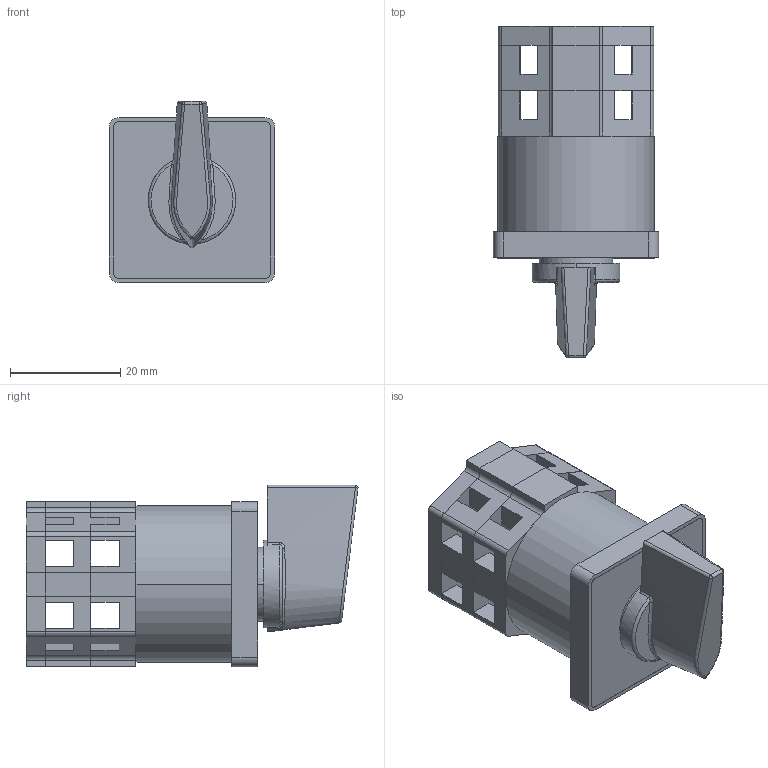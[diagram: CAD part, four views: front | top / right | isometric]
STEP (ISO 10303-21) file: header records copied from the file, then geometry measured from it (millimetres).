
FILE_DESCRIPTION (( 'STEP AP214' ), '1' );
FILE_NAME ('Ñáîðêà ìàëûé 2.STEP', '2023-07-12T20:59:12', ( '' ), ( '' ), 'SwSTEP 2.0', 'SolidWorks 2022', '' );
FILE_SCHEMA (( 'AUTOMOTIVE_DESIGN' ));
Length unit declared in the file: millimetre
Products named in the file (13): Проставка Круглая; Крутилка; Сборка клеммная; Бирка; Шток; Дно; Проставка; Направляйка дно; Сборка малый 2; Сборка ключ; Клеммная; Направляйка клеммная; Сборка дно
Assembly tree (15 placements, depth 3):
  Сборка малый 2
    Сборка ключ
      Крутилка
      Шток
      Бирка
      Проставка
      Проставка Круглая
    Сборка клеммная  x2
      Клеммная
      Направляйка клеммная
    Сборка дно
      Дно
      Направляйка дно  x2
Bounding box: 30 x 60.27 x 32.95 mm (x, y, z)
Volume: 22678.5 mm3; surface area: 19513.1 mm2
Topology: 14 solids, 15 shells, 460 faces, 1217 edges, 805 vertices
Faces by surface type: plane 295, cylinder 137, bspline 21, sphere 5, torus 2
Entity records: 12581 total; most frequent: CARTESIAN_POINT 3106, ORIENTED_EDGE 1870, DIRECTION 1868, EDGE_CURVE 935, AXIS2_PLACEMENT_3D 636, VERTEX_POINT 617, LINE 596, VECTOR 596
